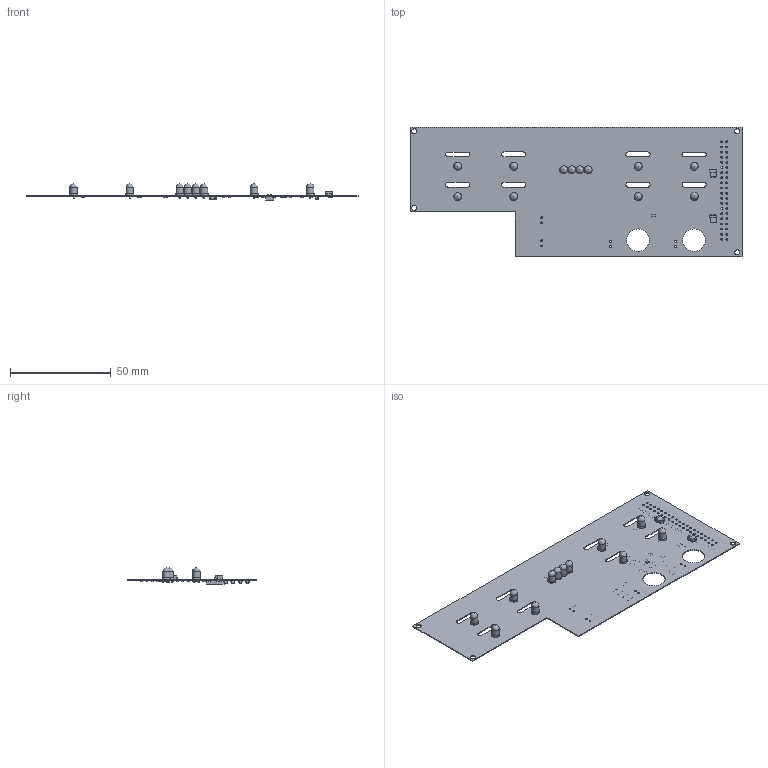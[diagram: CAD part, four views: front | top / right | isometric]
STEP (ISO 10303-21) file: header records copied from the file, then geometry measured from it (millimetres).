
FILE_DESCRIPTION(('Open CASCADE Model'),'2;1');
FILE_NAME('Open CASCADE Shape Model','2016-07-22T16:00:46',('Author'),( 'Open CASCADE'),'Open CASCADE STEP processor 6.2','Open CASCADE 6.2' ,'Unknown');
FILE_SCHEMA(('AUTOMOTIVE_DESIGN { 1 0 10303 214 1 1 1 1 }'));
Length unit declared in the file: millimetre
Products named in the file (126): PCB; Board; R28; 553021984; Extruded; 553023264; R27; R25; 553016352; 553023392; R24; R34; R23; R22; R21; R20; R19; R18; R17; R16; R15; R14; R13; R12; R11; R10; R9; R8; R7; R6; R5; R4; R3; R2; R1; D12; 552905264; Cylinder; 552905376; Sphere ...
Assembly tree (337 placements, depth 4):
  PCB
    Board
    R28
      553021984  x2
        Extruded
      553023264
        Extruded
    R27
      553021984  x2
        Extruded
      553023264
        Extruded
    R25
      553016352  x2
        Extruded
      553023392
        Extruded
    R24
      553016352  x2
        Extruded
      553023392
        Extruded
    R34
      553021984  x2
        Extruded
      553023264
        Extruded
    R23
      553021984  x2
        Extruded
      553023264
        Extruded
    R22
      553021984  x2
        Extruded
      553023264
        Extruded
    R21
      553021984  x2
        Extruded
      553023264
        Extruded
    R20
      553021984  x2
        Extruded
      553023264
        Extruded
    R19
      553021984  x2
        Extruded
      553023264
        Extruded
    R18
      553021984  x2
        Extruded
      553023264
        Extruded
    R17
      553021984  x2
        Extruded
Bounding box: 164.47 x 64.14 x 7.97 mm (x, y, z)
Volume: 4886.2 mm3; surface area: 21049.3 mm2
Topology: 240 solids, 240 shells, 1288 faces, 2496 edges, 1664 vertices
Faces by surface type: plane 1114, cylinder 162, sphere 12
Full cylindrical faces by diameter (mm): 0.5 x24, 0.787 x24, 0.9 x48, 1.5 x5, 1.6 x15, 2.5 x4, 3.6 x12, 4 x12, 11.2 x2
Entity records: 18243 total; most frequent: CARTESIAN_POINT 3784, DIRECTION 2635, LINE 1073, VECTOR 1073, ORIENTED_EDGE 1026, PCURVE 1026, DEFINITIONAL_REPRESENTATION 1026, AXIS2_PLACEMENT_3D 781
